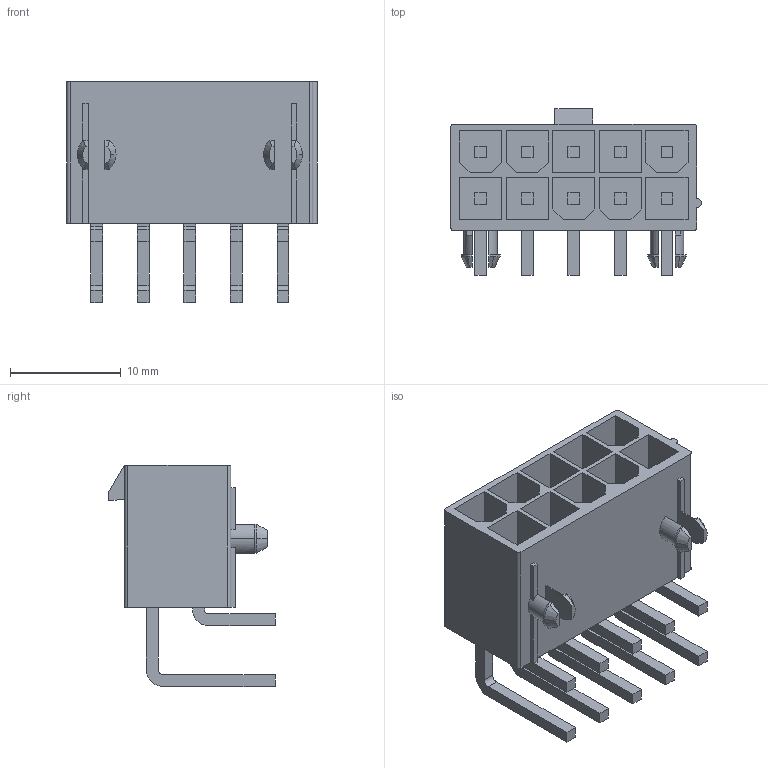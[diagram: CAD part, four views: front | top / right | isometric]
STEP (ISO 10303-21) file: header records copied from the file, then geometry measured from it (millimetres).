
FILE_DESCRIPTION(('STEP AP242'),'1');
FILE_NAME('1724480010.stp','2024-12-07T15:51:21',('TraceParts'),('TraceParts S.A.'),'Spatial InterOp 3D',' ',' ');
FILE_SCHEMA(('AP242_MANAGED_MODEL_BASED_3D_ENGINEERING_MIM_LF {1 0 10303 442 1 1 4}'));
Length unit declared in the file: millimetre
Products named in the file (1): 1724480010_1
Bounding box: 22.6 x 15 x 19.93 mm (x, y, z)
Volume: 1665.1 mm3; surface area: 3333.9 mm2
Topology: 1 solids, 1 shells, 280 faces, 742 edges, 522 vertices
Faces by surface type: plane 230, cylinder 42, cone 8
Entity records: 8596 total; most frequent: CARTESIAN_POINT 1518, ORIENTED_EDGE 1432, DIRECTION 1418, EDGE_CURVE 716, LINE 614, VECTOR 614, VERTEX_POINT 470, AXIS2_PLACEMENT_3D 402
